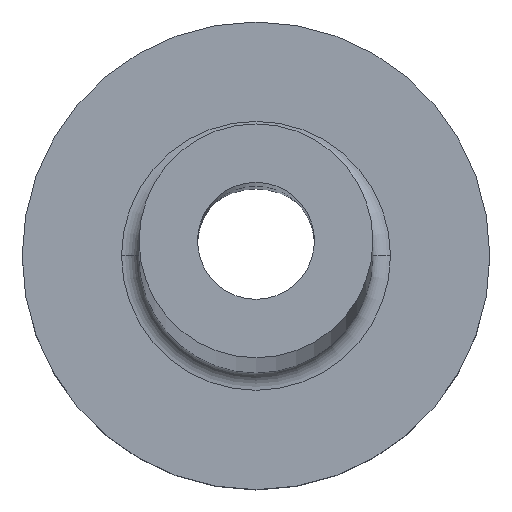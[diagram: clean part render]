
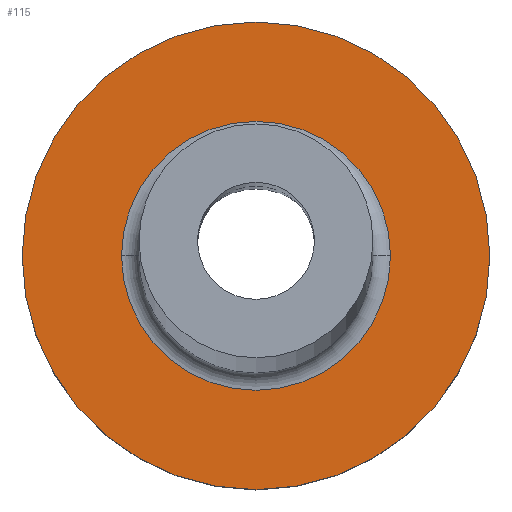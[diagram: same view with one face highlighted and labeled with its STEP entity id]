
A CAD part, top view. The second image highlights one B-rep face of the part: STEP entity #115.
In plain terms, the highlighted planar face has unit normal (0, 0, 1).
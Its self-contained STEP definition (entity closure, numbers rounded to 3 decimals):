
#29 = AXIS2_PLACEMENT_3D ( 'NONE', #362, #62, #410 ) ;
#38 = ORIENTED_EDGE ( 'NONE', *, *, #255, .T. ) ;
#40 = CARTESIAN_POINT ( 'NONE',  ( 4., 0., 3. ) ) ;
#49 = DIRECTION ( 'NONE',  ( 1., 0., 0. ) ) ;
#53 = CARTESIAN_POINT ( 'NONE',  ( 0., 0., 3. ) ) ;
#58 = AXIS2_PLACEMENT_3D ( 'NONE', #53, #360, #197 ) ;
#62 = DIRECTION ( 'NONE',  ( 0., 0., 1. ) ) ;
#63 = ORIENTED_EDGE ( 'NONE', *, *, #72, .T. ) ;
#72 = EDGE_CURVE ( 'NONE', #131, #140, #247, .T. ) ;
#76 = ORIENTED_EDGE ( 'NONE', *, *, #319, .T. ) ;
#78 = DIRECTION ( 'NONE',  ( 0., 0., 1. ) ) ;
#85 = DIRECTION ( 'NONE',  ( 0., 0., -1. ) ) ;
#92 = CARTESIAN_POINT ( 'NONE',  ( 0., 0., 3. ) ) ;
#96 = VERTEX_POINT ( 'NONE', #256 ) ;
#115 = ADVANCED_FACE ( 'NONE', ( #220, #322 ), #226, .T. ) ;
#120 = DIRECTION ( 'NONE',  ( 1., 0., 0. ) ) ;
#122 = ORIENTED_EDGE ( 'NONE', *, *, #304, .T. ) ;
#131 = VERTEX_POINT ( 'NONE', #40 ) ;
#140 = VERTEX_POINT ( 'NONE', #153 ) ;
#153 = CARTESIAN_POINT ( 'NONE',  ( -4., 0., 3. ) ) ;
#160 = AXIS2_PLACEMENT_3D ( 'NONE', #218, #78, #432 ) ;
#175 = CARTESIAN_POINT ( 'NONE',  ( -2.3, 0., 3. ) ) ;
#176 = EDGE_LOOP ( 'NONE', ( #122, #76 ) ) ;
#197 = DIRECTION ( 'NONE',  ( 1., 0., 0. ) ) ;
#218 = CARTESIAN_POINT ( 'NONE',  ( 0., 0., 3. ) ) ;
#220 = FACE_BOUND ( 'NONE', #176, .T. ) ;
#221 = CIRCLE ( 'NONE', #58, 2.3 ) ;
#226 = PLANE ( 'NONE',  #160 ) ;
#230 = CIRCLE ( 'NONE', #29, 4. ) ;
#247 = CIRCLE ( 'NONE', #288, 4. ) ;
#254 = CARTESIAN_POINT ( 'NONE',  ( 0., 0., 3. ) ) ;
#255 = EDGE_CURVE ( 'NONE', #140, #131, #230, .T. ) ;
#256 = CARTESIAN_POINT ( 'NONE',  ( 2.3, 0., 3. ) ) ;
#258 = DIRECTION ( 'NONE',  ( 0., 0., 1. ) ) ;
#288 = AXIS2_PLACEMENT_3D ( 'NONE', #254, #258, #120 ) ;
#304 = EDGE_CURVE ( 'NONE', #96, #382, #221, .T. ) ;
#313 = CIRCLE ( 'NONE', #387, 2.3 ) ;
#319 = EDGE_CURVE ( 'NONE', #382, #96, #313, .T. ) ;
#322 = FACE_OUTER_BOUND ( 'NONE', #363, .T. ) ;
#360 = DIRECTION ( 'NONE',  ( 0., 0., -1. ) ) ;
#362 = CARTESIAN_POINT ( 'NONE',  ( 0., 0., 3. ) ) ;
#363 = EDGE_LOOP ( 'NONE', ( #38, #63 ) ) ;
#382 = VERTEX_POINT ( 'NONE', #175 ) ;
#387 = AXIS2_PLACEMENT_3D ( 'NONE', #92, #85, #49 ) ;
#410 = DIRECTION ( 'NONE',  ( 1., 0., 0. ) ) ;
#432 = DIRECTION ( 'NONE',  ( 1., 0., 0. ) ) ;
